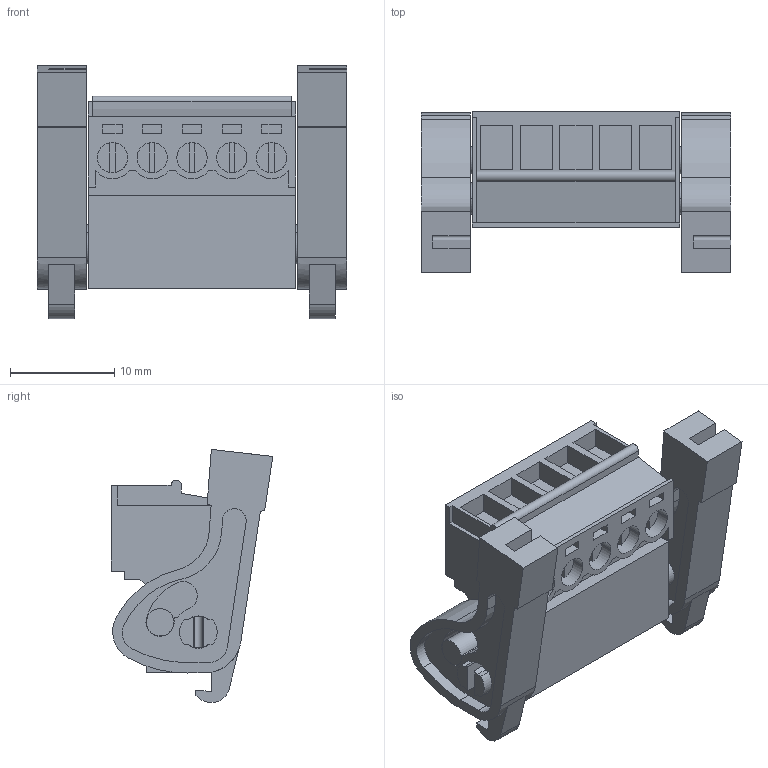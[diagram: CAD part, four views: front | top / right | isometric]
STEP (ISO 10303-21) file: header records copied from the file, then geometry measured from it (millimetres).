
FILE_DESCRIPTION(('CATIA V5 STEP Exchange','CAx-IF Rec.Pracs.--- Model Styling and Organization---1.2---2011-12-15'),'2;1');
FILE_NAME ('D1462277_0', '2018-05-08T10:12:37+00:00', ('none'), ('Weidmueller'), 'CATIA Version 5-6 Release 2014', 'CATIA V5 STEP AP214', 'none');
FILE_SCHEMA(('AUTOMOTIVE_DESIGN { 1 0 10303 214 1 1 1 1 }'));
Length unit declared in the file: millimetre
Products named in the file (1): 2444100000
Bounding box: 29.64 x 15.48 x 24.25 mm (x, y, z)
Volume: 3402.8 mm3; surface area: 4790.3 mm2
Topology: 13 solids, 13 shells, 484 faces, 1275 edges, 850 vertices
Faces by surface type: plane 363, cylinder 121
Entity records: 13790 total; most frequent: CARTESIAN_POINT 2672, ORIENTED_EDGE 2550, DIRECTION 1777, EDGE_CURVE 1275, VECTOR 959, LINE 959, VERTEX_POINT 850, AXIS2_PLACEMENT_3D 543
